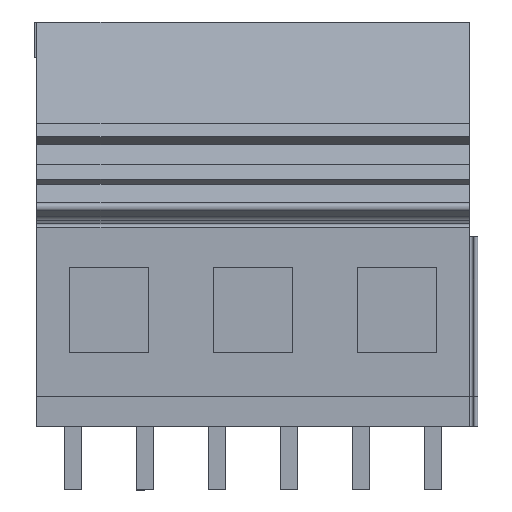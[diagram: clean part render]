
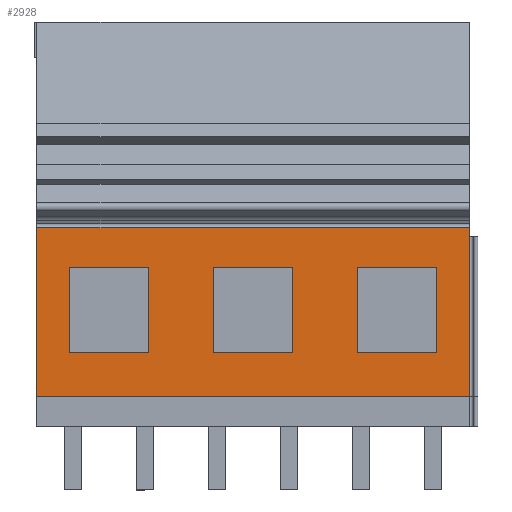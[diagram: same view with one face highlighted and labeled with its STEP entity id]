
A CAD part, front view. The second image highlights one B-rep face of the part: STEP entity #2928.
In plain terms, the highlighted planar face has unit normal (0, -1, 0).
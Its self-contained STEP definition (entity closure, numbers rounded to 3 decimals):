
#2806=AXIS2_PLACEMENT_3D('Plane Axis2P3D',#2803,#2804,#2805) ;
#1555=CARTESIAN_POINT('Vertex',(0.2,0.,6.6)) ;
#1558=CARTESIAN_POINT('Line Origine',(0.2,0.,12.55)) ;
#1562=CARTESIAN_POINT('Vertex',(0.2,0.,18.5)) ;
#2628=CARTESIAN_POINT('Vertex',(30.68,0.,6.6)) ;
#2631=CARTESIAN_POINT('Line Origine',(15.44,0.,6.6)) ;
#2803=CARTESIAN_POINT('Axis2P3D Location',(0.2,0.,6.6)) ;
#2808=CARTESIAN_POINT('Line Origine',(30.68,0.,12.55)) ;
#2812=CARTESIAN_POINT('Vertex',(30.68,0.,18.5)) ;
#2815=CARTESIAN_POINT('Line Origine',(15.44,0.,18.5)) ;
#2826=CARTESIAN_POINT('Line Origine',(8.08,0.,12.7)) ;
#2830=CARTESIAN_POINT('Vertex',(8.08,0.,9.7)) ;
#2832=CARTESIAN_POINT('Vertex',(8.08,0.,15.7)) ;
#2835=CARTESIAN_POINT('Line Origine',(5.28,0.,9.7)) ;
#2839=CARTESIAN_POINT('Vertex',(2.48,0.,9.7)) ;
#2842=CARTESIAN_POINT('Line Origine',(2.48,0.,12.7)) ;
#2846=CARTESIAN_POINT('Vertex',(2.48,0.,15.7)) ;
#2849=CARTESIAN_POINT('Line Origine',(5.28,0.,15.7)) ;
#2860=CARTESIAN_POINT('Line Origine',(15.44,0.,15.7)) ;
#2864=CARTESIAN_POINT('Vertex',(18.24,0.,15.7)) ;
#2866=CARTESIAN_POINT('Vertex',(12.64,0.,15.7)) ;
#2869=CARTESIAN_POINT('Line Origine',(18.24,0.,12.7)) ;
#2873=CARTESIAN_POINT('Vertex',(18.24,0.,9.7)) ;
#2876=CARTESIAN_POINT('Line Origine',(15.44,0.,9.7)) ;
#2880=CARTESIAN_POINT('Vertex',(12.64,0.,9.7)) ;
#2883=CARTESIAN_POINT('Line Origine',(12.64,0.,12.7)) ;
#2894=CARTESIAN_POINT('Line Origine',(25.6,0.,15.7)) ;
#2898=CARTESIAN_POINT('Vertex',(28.4,0.,15.7)) ;
#2900=CARTESIAN_POINT('Vertex',(22.8,0.,15.7)) ;
#2903=CARTESIAN_POINT('Line Origine',(28.4,0.,12.7)) ;
#2907=CARTESIAN_POINT('Vertex',(28.4,0.,9.7)) ;
#2910=CARTESIAN_POINT('Line Origine',(25.6,0.,9.7)) ;
#2914=CARTESIAN_POINT('Vertex',(22.8,0.,9.7)) ;
#2917=CARTESIAN_POINT('Line Origine',(22.8,0.,12.7)) ;
#1559=DIRECTION('Vector Direction',(0.,0.,1.)) ;
#2632=DIRECTION('Vector Direction',(1.,0.,0.)) ;
#2804=DIRECTION('Axis2P3D Direction',(0.,1.,0.)) ;
#2805=DIRECTION('Axis2P3D XDirection',(0.,0.,1.)) ;
#2809=DIRECTION('Vector Direction',(0.,0.,1.)) ;
#2816=DIRECTION('Vector Direction',(1.,0.,0.)) ;
#2827=DIRECTION('Vector Direction',(0.,0.,-1.)) ;
#2836=DIRECTION('Vector Direction',(-1.,0.,0.)) ;
#2843=DIRECTION('Vector Direction',(0.,0.,-1.)) ;
#2850=DIRECTION('Vector Direction',(-1.,0.,0.)) ;
#2861=DIRECTION('Vector Direction',(-1.,0.,0.)) ;
#2870=DIRECTION('Vector Direction',(0.,0.,-1.)) ;
#2877=DIRECTION('Vector Direction',(-1.,0.,0.)) ;
#2884=DIRECTION('Vector Direction',(0.,0.,-1.)) ;
#2895=DIRECTION('Vector Direction',(-1.,0.,0.)) ;
#2904=DIRECTION('Vector Direction',(0.,0.,-1.)) ;
#2911=DIRECTION('Vector Direction',(-1.,0.,0.)) ;
#2918=DIRECTION('Vector Direction',(0.,0.,-1.)) ;
#1560=VECTOR('Line Direction',#1559,1.) ;
#2633=VECTOR('Line Direction',#2632,1.) ;
#2810=VECTOR('Line Direction',#2809,1.) ;
#2817=VECTOR('Line Direction',#2816,1.) ;
#2828=VECTOR('Line Direction',#2827,1.) ;
#2837=VECTOR('Line Direction',#2836,1.) ;
#2844=VECTOR('Line Direction',#2843,1.) ;
#2851=VECTOR('Line Direction',#2850,1.) ;
#2862=VECTOR('Line Direction',#2861,1.) ;
#2871=VECTOR('Line Direction',#2870,1.) ;
#2878=VECTOR('Line Direction',#2877,1.) ;
#2885=VECTOR('Line Direction',#2884,1.) ;
#2896=VECTOR('Line Direction',#2895,1.) ;
#2905=VECTOR('Line Direction',#2904,1.) ;
#2912=VECTOR('Line Direction',#2911,1.) ;
#2919=VECTOR('Line Direction',#2918,1.) ;
#2821=ORIENTED_EDGE('',*,*,#2814,.T.) ;
#2822=ORIENTED_EDGE('',*,*,#2819,.F.) ;
#2823=ORIENTED_EDGE('',*,*,#1564,.F.) ;
#2824=ORIENTED_EDGE('',*,*,#2635,.T.) ;
#2855=ORIENTED_EDGE('',*,*,#2834,.F.) ;
#2856=ORIENTED_EDGE('',*,*,#2841,.F.) ;
#2857=ORIENTED_EDGE('',*,*,#2848,.F.) ;
#2858=ORIENTED_EDGE('',*,*,#2853,.F.) ;
#2889=ORIENTED_EDGE('',*,*,#2868,.F.) ;
#2890=ORIENTED_EDGE('',*,*,#2875,.F.) ;
#2891=ORIENTED_EDGE('',*,*,#2882,.F.) ;
#2892=ORIENTED_EDGE('',*,*,#2887,.F.) ;
#2923=ORIENTED_EDGE('',*,*,#2902,.F.) ;
#2924=ORIENTED_EDGE('',*,*,#2909,.F.) ;
#2925=ORIENTED_EDGE('',*,*,#2916,.F.) ;
#2926=ORIENTED_EDGE('',*,*,#2921,.F.) ;
#2859=FACE_BOUND('',#2854,.T.) ;
#2893=FACE_BOUND('',#2888,.T.) ;
#2927=FACE_BOUND('',#2922,.T.) ;
#2928=ADVANCED_FACE('housing',(#2825,#2859,#2893,#2927),#2807,.F.) ;
#1564=EDGE_CURVE('',#1556,#1563,#1561,.T.) ;
#2635=EDGE_CURVE('',#1556,#2629,#2634,.T.) ;
#2814=EDGE_CURVE('',#2629,#2813,#2811,.T.) ;
#2819=EDGE_CURVE('',#1563,#2813,#2818,.T.) ;
#2834=EDGE_CURVE('',#2831,#2833,#2829,.F.) ;
#2841=EDGE_CURVE('',#2840,#2831,#2838,.F.) ;
#2848=EDGE_CURVE('',#2847,#2840,#2845,.T.) ;
#2853=EDGE_CURVE('',#2833,#2847,#2852,.T.) ;
#2868=EDGE_CURVE('',#2865,#2867,#2863,.T.) ;
#2875=EDGE_CURVE('',#2874,#2865,#2872,.F.) ;
#2882=EDGE_CURVE('',#2881,#2874,#2879,.F.) ;
#2887=EDGE_CURVE('',#2867,#2881,#2886,.T.) ;
#2902=EDGE_CURVE('',#2899,#2901,#2897,.T.) ;
#2909=EDGE_CURVE('',#2908,#2899,#2906,.F.) ;
#2916=EDGE_CURVE('',#2915,#2908,#2913,.F.) ;
#2921=EDGE_CURVE('',#2901,#2915,#2920,.T.) ;
#2820=EDGE_LOOP('',(#2821,#2822,#2823,#2824)) ;
#2854=EDGE_LOOP('',(#2855,#2856,#2857,#2858)) ;
#2888=EDGE_LOOP('',(#2889,#2890,#2891,#2892)) ;
#2922=EDGE_LOOP('',(#2923,#2924,#2925,#2926)) ;
#2825=FACE_OUTER_BOUND('',#2820,.T.) ;
#1561=LINE('Line',#1558,#1560) ;
#2634=LINE('Line',#2631,#2633) ;
#2811=LINE('Line',#2808,#2810) ;
#2818=LINE('Line',#2815,#2817) ;
#2829=LINE('Line',#2826,#2828) ;
#2838=LINE('Line',#2835,#2837) ;
#2845=LINE('Line',#2842,#2844) ;
#2852=LINE('Line',#2849,#2851) ;
#2863=LINE('Line',#2860,#2862) ;
#2872=LINE('Line',#2869,#2871) ;
#2879=LINE('Line',#2876,#2878) ;
#2886=LINE('Line',#2883,#2885) ;
#2897=LINE('Line',#2894,#2896) ;
#2906=LINE('Line',#2903,#2905) ;
#2913=LINE('Line',#2910,#2912) ;
#2920=LINE('Line',#2917,#2919) ;
#2807=PLANE('',#2806) ;
#1556=VERTEX_POINT('',#1555) ;
#1563=VERTEX_POINT('',#1562) ;
#2629=VERTEX_POINT('',#2628) ;
#2813=VERTEX_POINT('',#2812) ;
#2831=VERTEX_POINT('',#2830) ;
#2833=VERTEX_POINT('',#2832) ;
#2840=VERTEX_POINT('',#2839) ;
#2847=VERTEX_POINT('',#2846) ;
#2865=VERTEX_POINT('',#2864) ;
#2867=VERTEX_POINT('',#2866) ;
#2874=VERTEX_POINT('',#2873) ;
#2881=VERTEX_POINT('',#2880) ;
#2899=VERTEX_POINT('',#2898) ;
#2901=VERTEX_POINT('',#2900) ;
#2908=VERTEX_POINT('',#2907) ;
#2915=VERTEX_POINT('',#2914) ;
